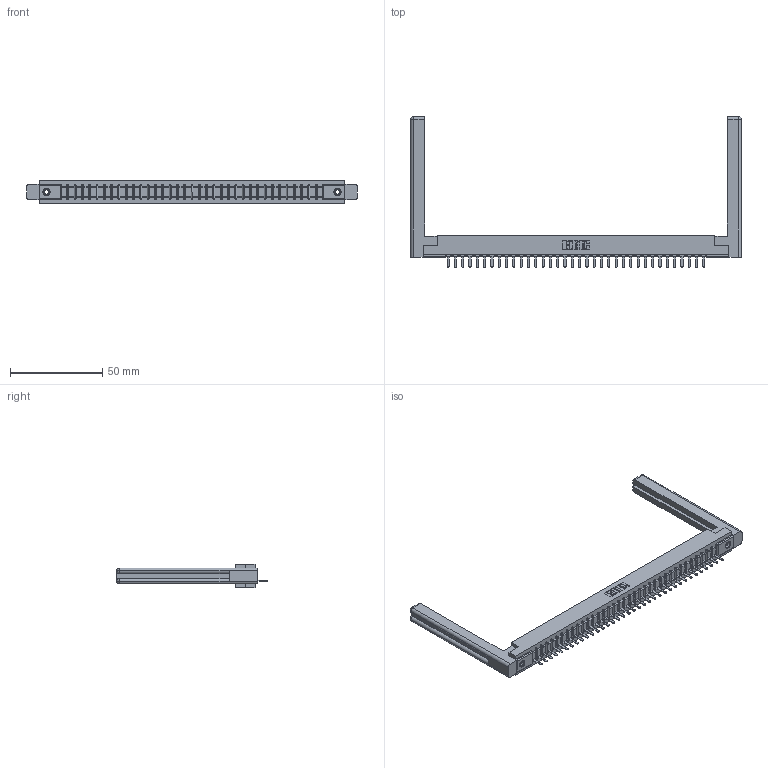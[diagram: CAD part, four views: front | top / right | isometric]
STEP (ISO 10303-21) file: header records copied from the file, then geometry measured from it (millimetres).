
FILE_DESCRIPTION (( 'STEP AP203' ), '1' );
FILE_NAME ('357-036-421-158.STEP', '2020-10-02T17:23:00', ( '' ), ( '' ), 'SwSTEP 2.0', 'SolidWorks 2020', '' );
FILE_SCHEMA (( 'CONFIG_CONTROL_DESIGN' ));
Length unit declared in the file: inch
Products named in the file (5): 307 Part_.156 Dia Mounting Holes; 307-220-058; 345-250-001_345-250-001-102; 357-036-421-158; 307-290-002_521
Assembly tree (41 placements, depth 2):
  357-036-421-158
    307 Part_.156 Dia Mounting Holes
    307-290-002_521  x36
    307-220-058  x2
    345-250-001_345-250-001-102  x2
Bounding box: 179.27 x 81.74 x 12.7 mm (x, y, z)
Volume: 26262.1 mm3; surface area: 28774.6 mm2
Topology: 41 solids, 41 shells, 2961 faces, 9029 edges, 5906 vertices
Faces by surface type: plane 1774, cylinder 1089, sphere 74, torus 12, cone 12
Entity records: 34953 total; most frequent: CARTESIAN_POINT 5903, ORIENTED_EDGE 5832, DIRECTION 5698, EDGE_CURVE 2916, VECTOR 2228, LINE 2228, VERTEX_POINT 1886, AXIS2_PLACEMENT_3D 1735
